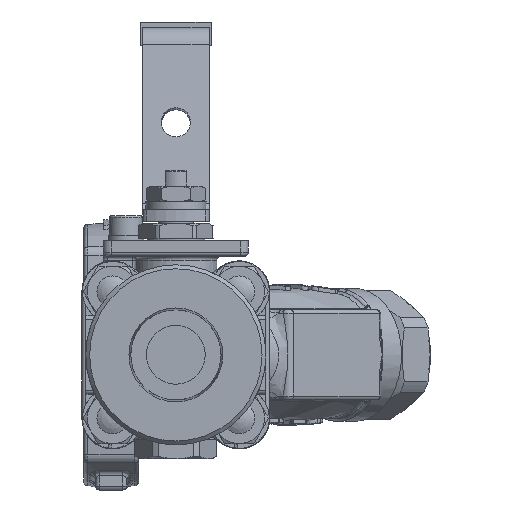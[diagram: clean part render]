
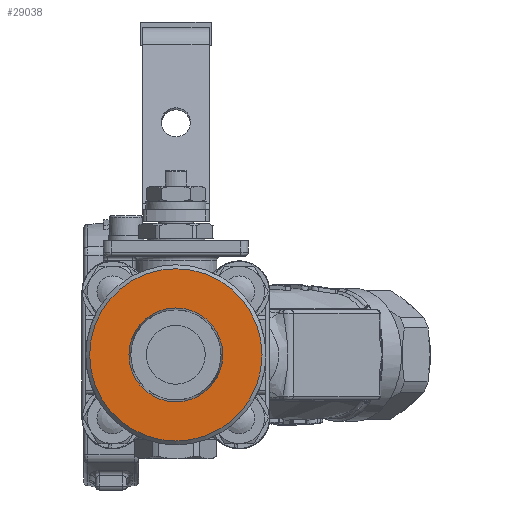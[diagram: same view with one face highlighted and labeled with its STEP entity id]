
A CAD part, left-side view. The second image highlights one B-rep face of the part: STEP entity #29038.
In plain terms, the highlighted planar face has unit normal (-1, 0, 0).
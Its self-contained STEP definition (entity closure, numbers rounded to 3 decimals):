
#2736=FACE_BOUND('',#6165,.T.);
#3084=PLANE('',#31484);
#4353=FACE_OUTER_BOUND('',#6164,.T.);
#6164=EDGE_LOOP('',(#23064));
#6165=EDGE_LOOP('',(#23065));
#10829=CIRCLE('',#31483,11.987);
#10830=CIRCLE('',#31485,22.);
#12869=VERTEX_POINT('',#55499);
#12870=VERTEX_POINT('',#55503);
#16456=EDGE_CURVE('',#12869,#12869,#10829,.T.);
#16458=EDGE_CURVE('',#12870,#12870,#10830,.T.);
#23064=ORIENTED_EDGE('',*,*,#16458,.F.);
#23065=ORIENTED_EDGE('',*,*,#16456,.T.);
#29038=ADVANCED_FACE('',(#4353,#2736),#3084,.T.);
#31483=AXIS2_PLACEMENT_3D('',#55500,#36971,#36972);
#31484=AXIS2_PLACEMENT_3D('',#55502,#36974,#36975);
#31485=AXIS2_PLACEMENT_3D('',#55504,#36976,#36977);
#36971=DIRECTION('center_axis',(1.,0.,0.));
#36972=DIRECTION('ref_axis',(0.,-1.,0.));
#36974=DIRECTION('center_axis',(-1.,0.,0.));
#36975=DIRECTION('ref_axis',(0.,-1.,0.));
#36976=DIRECTION('center_axis',(1.,0.,0.));
#36977=DIRECTION('ref_axis',(0.,1.,0.));
#55499=CARTESIAN_POINT('',(-135.036,30.82,-1.517));
#55500=CARTESIAN_POINT('Origin',(-135.036,18.833,-1.517));
#55502=CARTESIAN_POINT('Origin',(-135.036,18.833,-1.517));
#55503=CARTESIAN_POINT('',(-135.036,-3.167,-1.517));
#55504=CARTESIAN_POINT('Origin',(-135.036,18.833,-1.517));
